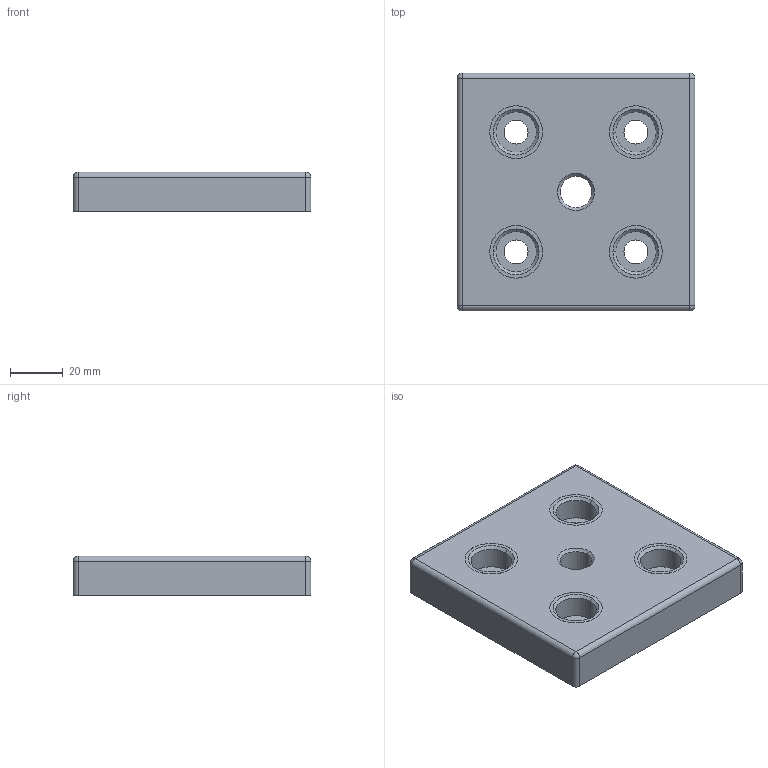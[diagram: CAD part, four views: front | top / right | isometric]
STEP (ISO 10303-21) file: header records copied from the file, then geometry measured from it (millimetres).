
FILE_DESCRIPTION (( 'STEP AP214' ), '1' );
FILE_NAME ('A36 Àäàïòåð 90õ90_D (Àëþì) äëÿ îïîðû Ì14.STEP', '2019-04-26T09:38:48', ( 'Windows User' ), ( '' ), 'SwSTEP 2.0', 'SolidWorks 2018', '' );
FILE_SCHEMA (( 'AUTOMOTIVE_DESIGN' ));
Length unit declared in the file: millimetre
Products named in the file (1): A36 Àäàïòåð 90õ90_D (Àëþì) äëÿ îïîðû Ì14
Bounding box: 89.8 x 89.8 x 15 mm (x, y, z)
Volume: 84783.2 mm3; surface area: 29902.1 mm2
Topology: 1 solids, 1 shells, 165 faces, 373 edges, 238 vertices
Faces by surface type: cylinder 83, plane 66, cone 12, sphere 4
Entity records: 4705 total; most frequent: DIRECTION 879, CARTESIAN_POINT 773, ORIENTED_EDGE 738, EDGE_CURVE 369, AXIS2_PLACEMENT_3D 344, VERTEX_POINT 238, EDGE_LOOP 207, LINE 191
